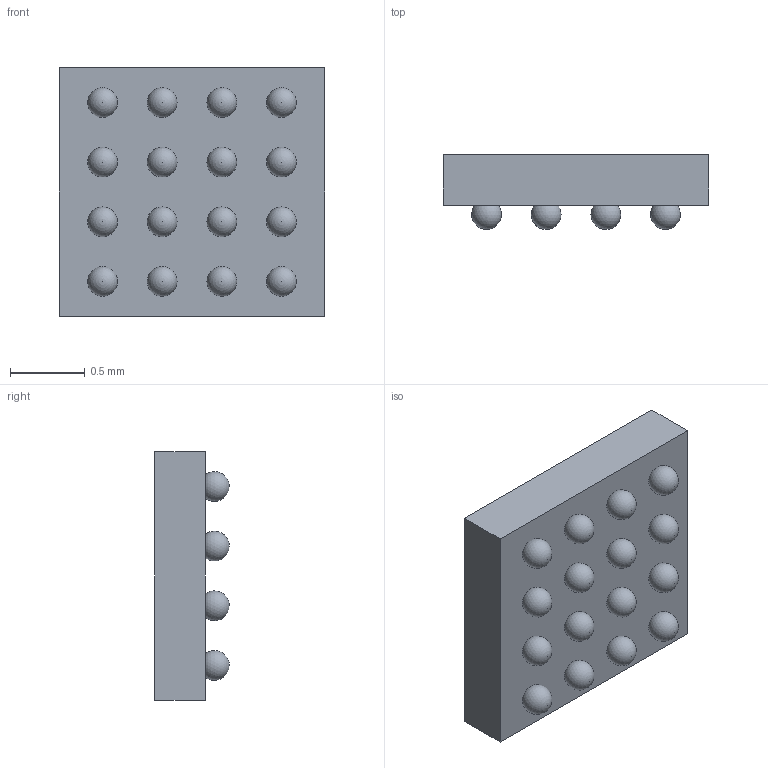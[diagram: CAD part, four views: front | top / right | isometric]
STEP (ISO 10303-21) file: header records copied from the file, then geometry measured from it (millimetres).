
FILE_DESCRIPTION(('FreeCAD Model'),'2;1');
FILE_NAME('Open CASCADE Shape Model','2025-09-13T00:43:51',(''),(''), 'Open CASCADE STEP processor 7.8','FreeCAD','Unknown');
FILE_SCHEMA(('AUTOMOTIVE_DESIGN { 1 0 10303 214 1 1 1 1 }'));
Length unit declared in the file: millimetre
Products named in the file (19): BGA_Test; Body_Solid1; Body002_Solid1; BALL_0001; BALL_0002; BALL_0003; BALL_0004; BALL_0005; BALL_0006; BALL_0007; BALL_0008; BALL_0009; BALL_0010; BALL_0011; BALL_0012; BALL_0013; BALL_0014; BALL_0015; BALL_0016
Assembly tree (18 placements, depth 2):
  BGA_Test
    Body_Solid1
    Body002_Solid1
    BALL_0001
    BALL_0002
    BALL_0003
    BALL_0004
    BALL_0005
    BALL_0006
    BALL_0007
    BALL_0008
    BALL_0009
    BALL_0010
    BALL_0011
    BALL_0012
    BALL_0013
    BALL_0014
    BALL_0015
    BALL_0016
Bounding box: 1.78 x 0.5 x 1.67 mm (x, y, z)
Volume: 1.1 mm3; surface area: 10.3 mm2
Topology: 18 solids, 18 shells, 43 faces, 66 edges, 44 vertices
Faces by surface type: plane 25, sphere 16, cylinder 2
Full cylindrical faces by diameter (mm): 0.209 x2
Entity records: 1380 total; most frequent: DIRECTION 210, CARTESIAN_POINT 156, ORIENTED_EDGE 100, AXIS2_PLACEMENT_3D 98, EDGE_CURVE 50, FACE_BOUND 44, EDGE_LOOP 44, VERTEX_POINT 44
